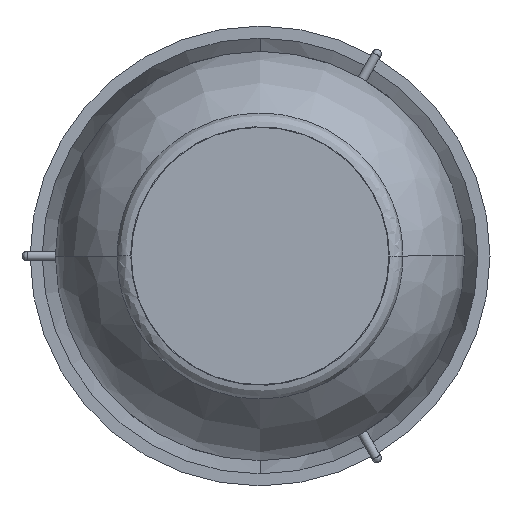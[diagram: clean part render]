
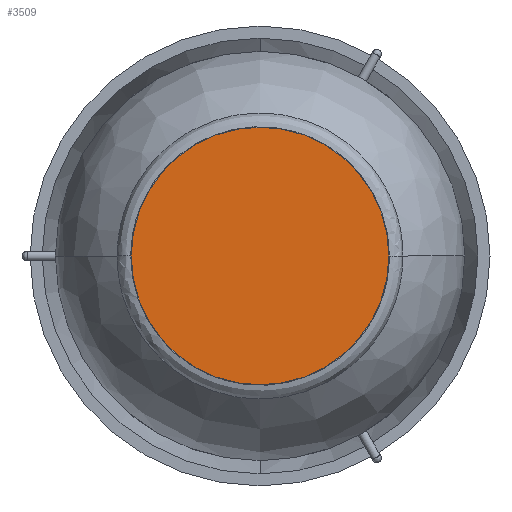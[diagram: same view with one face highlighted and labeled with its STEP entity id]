
A CAD part, front view. The second image highlights one B-rep face of the part: STEP entity #3509.
In plain terms, the highlighted planar face has unit normal (0, -1, 0).
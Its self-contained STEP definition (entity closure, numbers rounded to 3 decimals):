
#125 = CARTESIAN_POINT ( 'NONE',  ( 0., -367.962, 0. ) ) ;
#576 = DIRECTION ( 'NONE',  ( 0., 0., 1. ) ) ;
#882 = EDGE_LOOP ( 'NONE', ( #5003, #4416 ) ) ;
#1467 = DIRECTION ( 'NONE',  ( 0., 0., -1. ) ) ;
#1735 = AXIS2_PLACEMENT_3D ( 'NONE', #125, #3269, #576 ) ;
#2116 = CARTESIAN_POINT ( 'NONE',  ( 0., -367.962, 0. ) ) ;
#2560 = DIRECTION ( 'NONE',  ( 0., 0., 1. ) ) ;
#2912 = EDGE_CURVE ( 'NONE', #4086, #5624, #5816, .T. ) ;
#3269 = DIRECTION ( 'NONE',  ( 0., 1., 0. ) ) ;
#3509 = ADVANCED_FACE ( 'NONE', ( #4292 ), #5074, .T. ) ;
#3846 = CARTESIAN_POINT ( 'NONE',  ( 0., -367.962, -126.011 ) ) ;
#4086 = VERTEX_POINT ( 'NONE', #4811 ) ;
#4179 = DIRECTION ( 'NONE',  ( 0., -1., 0. ) ) ;
#4292 = FACE_OUTER_BOUND ( 'NONE', #882, .T. ) ;
#4312 = AXIS2_PLACEMENT_3D ( 'NONE', #4353, #4179, #1467 ) ;
#4353 = CARTESIAN_POINT ( 'NONE',  ( -126.011, -367.962, 0. ) ) ;
#4416 = ORIENTED_EDGE ( 'NONE', *, *, #5110, .F. ) ;
#4811 = CARTESIAN_POINT ( 'NONE',  ( 0., -367.962, 126.011 ) ) ;
#4839 = CIRCLE ( 'NONE', #5504, 126.011 ) ;
#5003 = ORIENTED_EDGE ( 'NONE', *, *, #2912, .F. ) ;
#5074 = PLANE ( 'NONE',  #4312 ) ;
#5110 = EDGE_CURVE ( 'NONE', #5624, #4086, #4839, .T. ) ;
#5292 = DIRECTION ( 'NONE',  ( 0., 1., 0. ) ) ;
#5504 = AXIS2_PLACEMENT_3D ( 'NONE', #2116, #5292, #2560 ) ;
#5624 = VERTEX_POINT ( 'NONE', #3846 ) ;
#5816 = CIRCLE ( 'NONE', #1735, 126.011 ) ;
